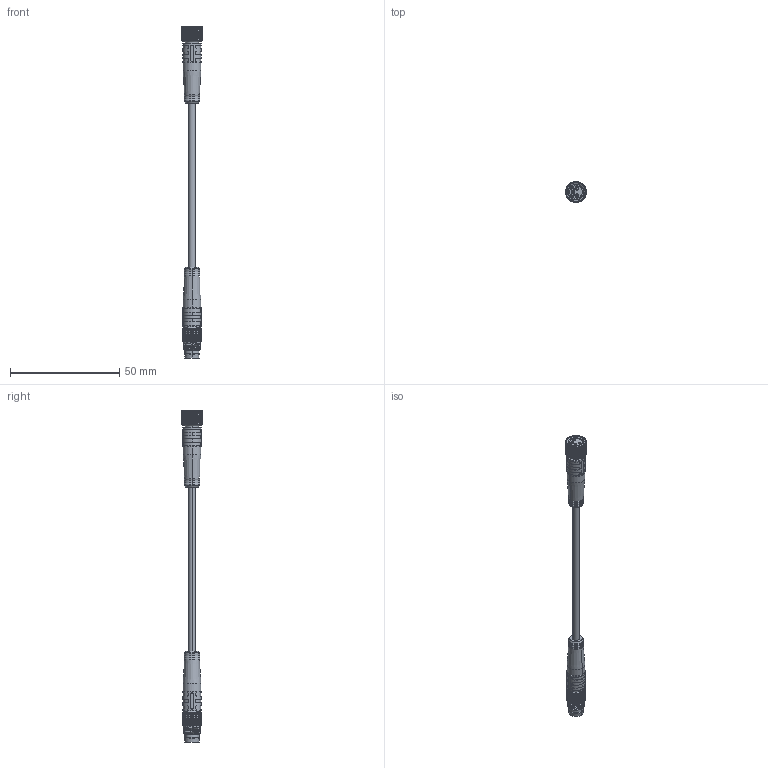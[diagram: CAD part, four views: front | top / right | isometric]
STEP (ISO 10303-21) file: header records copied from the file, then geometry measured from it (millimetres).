
FILE_DESCRIPTION((''),'2;1');
FILE_NAME('214716_ASM','2019-10-30T10:53:06',('pdmadmin'),('BANNER ENGINEERING'),'CREO PARAMETRIC BY PTC INC, 2018300','CREO PARAMETRIC BY PTC INC, 2018300','');
FILE_SCHEMA(('CONFIG_CONTROL_DESIGN'));
Products named in the file (15): 134018_OVERMOLD; 134313; 134316; 306_00249_14_0; 134319_ASM; 134314; 153501_ASM; 123105_NO_LEADS_AF0; 134038; 134039; 134036; 134045_ASM; 153507_ASM; 213278_ASM; 214716_ASM
Assembly tree (20 placements, depth 5):
  214716_ASM
    213278_ASM
      153501_ASM
        134018_OVERMOLD
        134313
        134319_ASM
          134316
          306_00249_14_0  x4
        134314
      123105_NO_LEADS_AF0
      153507_ASM
        134018_OVERMOLD
        134038
        134045_ASM
          134039
          134036  x3
Bounding box: 9.5 x 9.5 x 151.7 mm (x, y, z)
Volume: 3744.3 mm3; surface area: 6008.1 mm2
Topology: 15 solids, 15 shells, 4284 faces, 10884 edges, 6654 vertices
Faces by surface type: bspline 2700, cylinder 1088, plane 432, cone 42, revolution 12, sphere 6, torus 4
Entity records: 224490 total; most frequent: CARTESIAN_POINT 152419, ORIENTED_EDGE 20600, EDGE_CURVE 10300, B_SPLINE_CURVE_WITH_KNOTS 8745, VERTEX_POINT 6278, DIRECTION 4957, EDGE_LOOP 4108, FACE_OUTER_BOUND 4063
